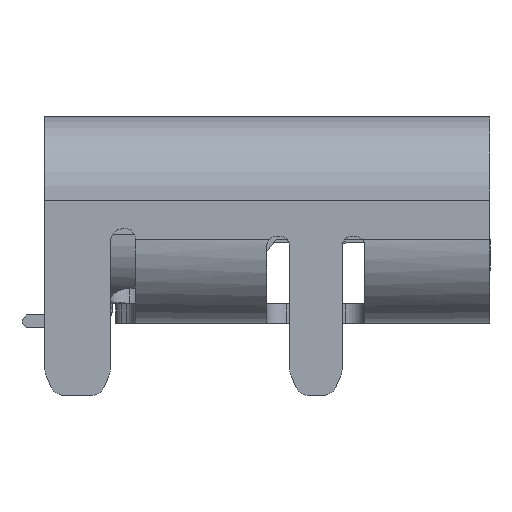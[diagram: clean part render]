
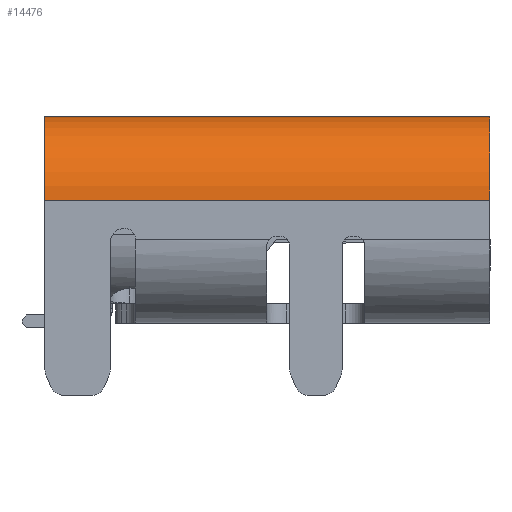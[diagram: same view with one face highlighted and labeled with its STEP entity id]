
A CAD part, left-side view. The second image highlights one B-rep face of the part: STEP entity #14476.
In plain terms, the highlighted cylindrical face has radius 1.28 mm (diameter 2.56 mm), a partial arc.
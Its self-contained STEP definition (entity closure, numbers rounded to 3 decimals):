
#1620 = CARTESIAN_POINT ( 'NONE',  ( -3.19, -2.9, 1.95 ) ) ;
#2194 = ORIENTED_EDGE ( 'NONE', *, *, #4321, .F. ) ;
#3358 = DIRECTION ( 'NONE',  ( 0., 1., 0. ) ) ;
#4041 = ORIENTED_EDGE ( 'NONE', *, *, #33891, .F. ) ;
#4321 = EDGE_CURVE ( 'NONE', #34444, #15652, #10345, .T. ) ;
#6192 = DIRECTION ( 'NONE',  ( 0., -1., 0. ) ) ;
#6571 = ORIENTED_EDGE ( 'NONE', *, *, #38252, .T. ) ;
#10345 = LINE ( 'NONE', #14034, #29839 ) ;
#12690 = AXIS2_PLACEMENT_3D ( 'NONE', #38092, #23637, #13003 ) ;
#12928 = VERTEX_POINT ( 'NONE', #25853 ) ;
#13003 = DIRECTION ( 'NONE',  ( -1., 0., 0. ) ) ;
#13853 = FACE_OUTER_BOUND ( 'NONE', #28570, .T. ) ;
#14034 = CARTESIAN_POINT ( 'NONE',  ( -4.47, -3.2, 1.95 ) ) ;
#14476 = ADVANCED_FACE ( 'NONE', ( #13853 ), #37390, .T. ) ;
#15652 = VERTEX_POINT ( 'NONE', #25215 ) ;
#16299 = DIRECTION ( 'NONE',  ( 0., -1., 0. ) ) ;
#18601 = CIRCLE ( 'NONE', #12690, 1.28 ) ;
#19561 = CARTESIAN_POINT ( 'NONE',  ( -3.19, 3.6, 3.23 ) ) ;
#23589 = VERTEX_POINT ( 'NONE', #34086 ) ;
#23637 = DIRECTION ( 'NONE',  ( 0., 1., 0. ) ) ;
#24401 = ORIENTED_EDGE ( 'NONE', *, *, #42354, .T. ) ;
#25215 = CARTESIAN_POINT ( 'NONE',  ( -4.47, 3.6, 1.95 ) ) ;
#25790 = CIRCLE ( 'NONE', #35470, 1.28 ) ;
#25853 = CARTESIAN_POINT ( 'NONE',  ( -3.19, -3.2, 3.23 ) ) ;
#28570 = EDGE_LOOP ( 'NONE', ( #2194, #6571, #4041, #24401 ) ) ;
#29839 = VECTOR ( 'NONE', #3358, 1000. ) ;
#29939 = DIRECTION ( 'NONE',  ( 0., 1., 0. ) ) ;
#31895 = AXIS2_PLACEMENT_3D ( 'NONE', #1620, #29939, #38722 ) ;
#32941 = CARTESIAN_POINT ( 'NONE',  ( -4.47, -3.2, 1.95 ) ) ;
#33891 = EDGE_CURVE ( 'NONE', #23589, #12928, #37469, .T. ) ;
#34086 = CARTESIAN_POINT ( 'NONE',  ( -3.19, 3.6, 3.23 ) ) ;
#34444 = VERTEX_POINT ( 'NONE', #32941 ) ;
#35470 = AXIS2_PLACEMENT_3D ( 'NONE', #41539, #6192, #38466 ) ;
#36109 = VECTOR ( 'NONE', #16299, 1000. ) ;
#37390 = CYLINDRICAL_SURFACE ( 'NONE', #31895, 1.28 ) ;
#37469 = LINE ( 'NONE', #19561, #36109 ) ;
#38092 = CARTESIAN_POINT ( 'NONE',  ( -3.19, -3.2, 1.95 ) ) ;
#38252 = EDGE_CURVE ( 'NONE', #34444, #12928, #18601, .T. ) ;
#38466 = DIRECTION ( 'NONE',  ( 0., 0., 1. ) ) ;
#38722 = DIRECTION ( 'NONE',  ( -1., 0., 0. ) ) ;
#41539 = CARTESIAN_POINT ( 'NONE',  ( -3.19, 3.6, 1.95 ) ) ;
#42354 = EDGE_CURVE ( 'NONE', #23589, #15652, #25790, .T. ) ;
